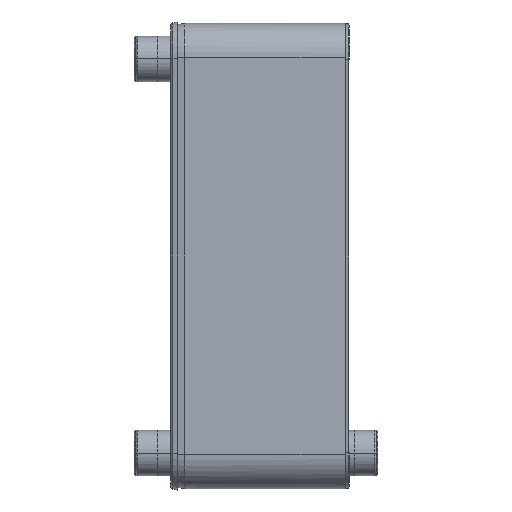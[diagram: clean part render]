
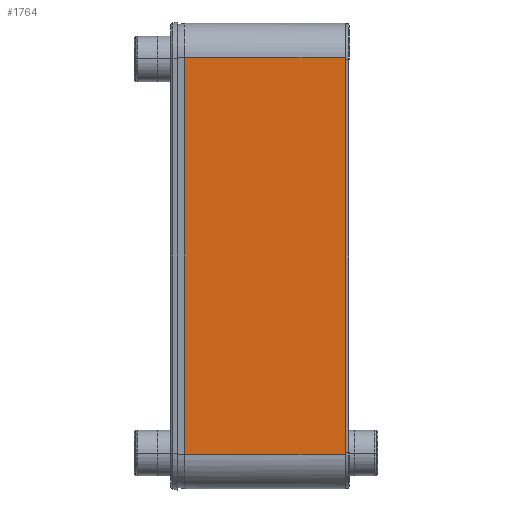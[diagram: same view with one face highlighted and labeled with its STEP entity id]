
A CAD part, left-side view. The second image highlights one B-rep face of the part: STEP entity #1764.
In plain terms, the highlighted planar face has unit normal (-1, 0, 0).
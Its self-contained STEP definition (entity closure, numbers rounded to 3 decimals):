
#224=DIRECTION('',(0.,0.,1.));
#225=VECTOR('',#224,521.5);
#226=CARTESIAN_POINT('',(-93.75,0.,-260.75));
#227=LINE('',#226,#225);
#541=DIRECTION('',(0.,1.,0.));
#542=VECTOR('',#541,211.616);
#543=CARTESIAN_POINT('',(-93.75,0.,260.75));
#544=LINE('',#543,#542);
#557=DIRECTION('',(0.,0.,1.));
#558=VECTOR('',#557,521.5);
#559=CARTESIAN_POINT('',(-93.75,211.616,-260.75));
#560=LINE('',#559,#558);
#561=DIRECTION('',(0.,1.,0.));
#562=VECTOR('',#561,211.616);
#563=CARTESIAN_POINT('',(-93.75,0.,-260.75));
#564=LINE('',#563,#562);
#1074=CARTESIAN_POINT('',(-93.75,0.,-260.75));
#1075=CARTESIAN_POINT('',(-93.75,0.,260.75));
#1076=VERTEX_POINT('',#1074);
#1077=VERTEX_POINT('',#1075);
#1091=CARTESIAN_POINT('',(-93.75,211.616,-260.75));
#1093=VERTEX_POINT('',#1091);
#1094=CARTESIAN_POINT('',(-93.75,211.616,260.75));
#1095=VERTEX_POINT('',#1094);
#1753=CARTESIAN_POINT('',(-93.75,0.,-260.75));
#1754=DIRECTION('',(-1.,0.,0.));
#1755=DIRECTION('',(0.,0.,1.));
#1756=AXIS2_PLACEMENT_3D('',#1753,#1754,#1755);
#1757=PLANE('',#1756);
#1758=ORIENTED_EDGE('',*,*,#1477,.T.);
#1759=ORIENTED_EDGE('',*,*,#1743,.F.);
#1760=ORIENTED_EDGE('',*,*,#1609,.F.);
#1761=ORIENTED_EDGE('',*,*,#1590,.T.);
#1762=EDGE_LOOP('',(#1758,#1759,#1760,#1761));
#1763=FACE_OUTER_BOUND('',#1762,.F.);
#1764=ADVANCED_FACE('',(#1763),#1757,.T.);
#1477=EDGE_CURVE('',#1093,#1095,#560,.T.);
#1590=EDGE_CURVE('',#1076,#1093,#564,.T.);
#1609=EDGE_CURVE('',#1076,#1077,#227,.T.);
#1743=EDGE_CURVE('',#1077,#1095,#544,.T.);
